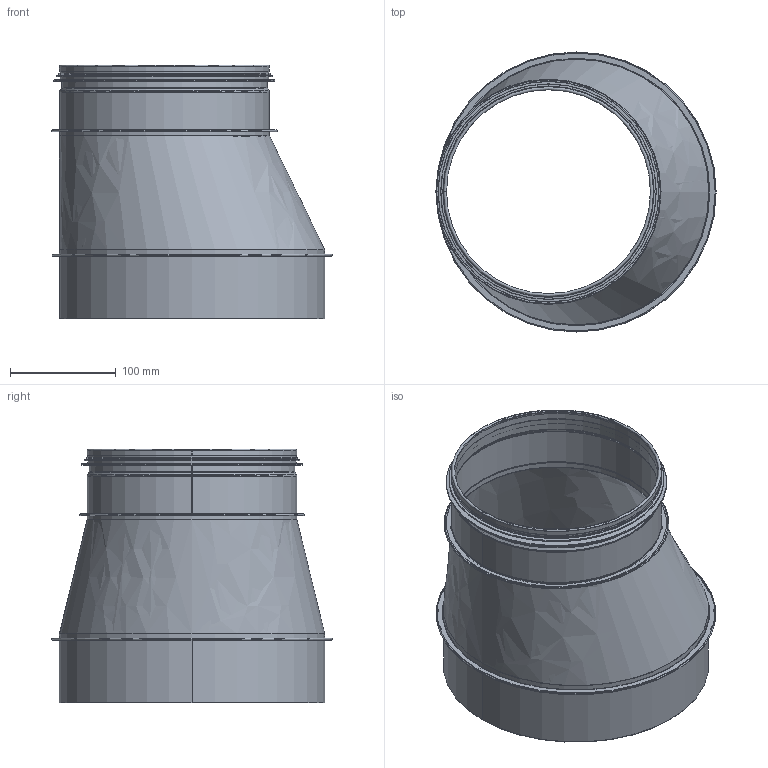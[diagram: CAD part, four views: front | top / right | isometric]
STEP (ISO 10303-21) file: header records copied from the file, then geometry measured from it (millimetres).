
FILE_DESCRIPTION((''),'2;1');
FILE_NAME('HFBM_250-200.stp','2014-02-19T13:14:17',(''),(''),'Autodesk Inventor 2013','Autodesk Inventor 2013','');
FILE_SCHEMA(('AUTOMOTIVE_DESIGN { 1 2 10303 214 0 1 1 1 }'));
Length unit declared in the file: millimetre
Products named in the file (6): HFBM_250-200; KonFalsadHFBM_250-200; StosMedFals-200; StosMedFalsRörämne-200; 999006; MuffMedFals-250
Assembly tree (5 placements, depth 3):
  HFBM_250-200
    KonFalsadHFBM_250-200
    StosMedFals-200
      StosMedFalsRörämne-200
      999006
    MuffMedFals-250
Bounding box: 265.64 x 265.39 x 240.5 mm (x, y, z)
Volume: 121832.7 mm3; surface area: 441707.7 mm2
Topology: 4 solids, 4 shells, 108 faces, 213 edges, 115 vertices
Faces by surface type: plane 54, cylinder 22, torus 22, cone 6, bspline 4
Full cylindrical faces by diameter (mm): 193.15 x1, 194.15 x1, 195.35 x1, 197.95 x6, 198.95 x3, 201.95 x1, 204.35 x1, 208.95 x1, 209.35 x1, 250.4 x2, 251.4 x2, 253.4 x1, 261.4 x1
Entity records: 3310 total; most frequent: CARTESIAN_POINT 842, DIRECTION 519, ORIENTED_EDGE 384, AXIS2_PLACEMENT_3D 220, EDGE_CURVE 192, EDGE_LOOP 138, VERTEX_POINT 115, STYLED_ITEM 112
